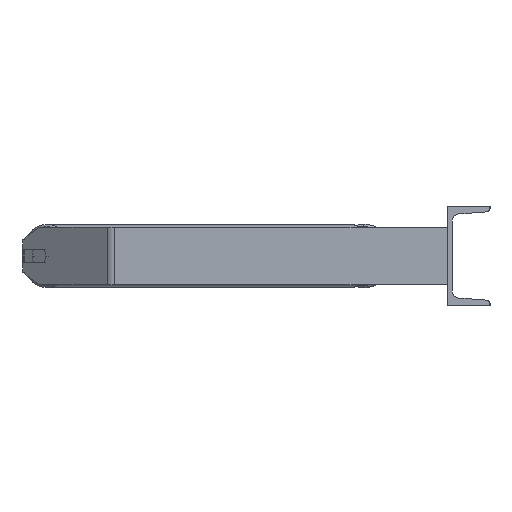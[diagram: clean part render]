
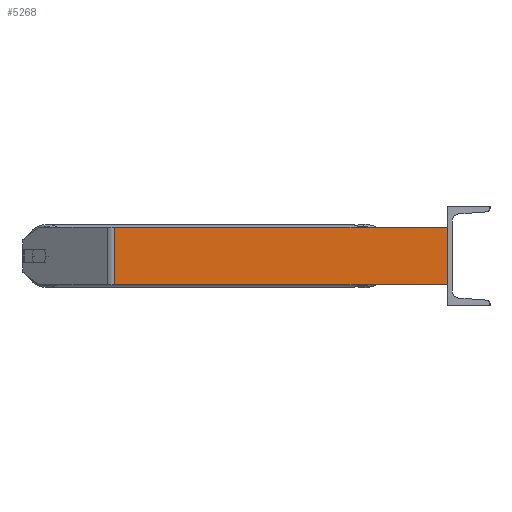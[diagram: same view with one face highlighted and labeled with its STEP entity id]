
A CAD part, left-side view. The second image highlights one B-rep face of the part: STEP entity #5268.
In plain terms, the highlighted planar face has unit normal (-1, 0, 0).
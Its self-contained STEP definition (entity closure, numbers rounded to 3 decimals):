
#256 = LINE ( 'NONE', #3052, #823 ) ;
#407 = VECTOR ( 'NONE', #7714, 1000. ) ;
#442 = VERTEX_POINT ( 'NONE', #5677 ) ;
#823 = VECTOR ( 'NONE', #5029, 1000. ) ;
#1081 = CARTESIAN_POINT ( 'NONE',  ( -985., 472.627, -40. ) ) ;
#1123 = DIRECTION ( 'NONE',  ( 0., 1., 0. ) ) ;
#1461 = ORIENTED_EDGE ( 'NONE', *, *, #7460, .T. ) ;
#1656 = VERTEX_POINT ( 'NONE', #7227 ) ;
#1801 = PLANE ( 'NONE',  #6686 ) ;
#1844 = FACE_OUTER_BOUND ( 'NONE', #7560, .T. ) ;
#2162 = LINE ( 'NONE', #4929, #407 ) ;
#2240 = DIRECTION ( 'NONE',  ( 0., 0., -1. ) ) ;
#2341 = CARTESIAN_POINT ( 'NONE',  ( -985., 466.803, -40. ) ) ;
#2817 = CARTESIAN_POINT ( 'NONE',  ( -985., 0., 40. ) ) ;
#3052 = CARTESIAN_POINT ( 'NONE',  ( -985., 0., 40. ) ) ;
#3179 = EDGE_CURVE ( 'NONE', #7188, #442, #256, .T. ) ;
#3841 = DIRECTION ( 'NONE',  ( 0., -1., 0. ) ) ;
#3952 = EDGE_CURVE ( 'NONE', #1656, #7188, #2162, .T. ) ;
#4281 = LINE ( 'NONE', #5738, #7569 ) ;
#4520 = LINE ( 'NONE', #1081, #5059 ) ;
#4557 = DIRECTION ( 'NONE',  ( 1., 0., 0. ) ) ;
#4662 = ORIENTED_EDGE ( 'NONE', *, *, #3179, .F. ) ;
#4678 = EDGE_CURVE ( 'NONE', #6341, #442, #4520, .T. ) ;
#4929 = CARTESIAN_POINT ( 'NONE',  ( -985., 472.627, 40. ) ) ;
#5029 = DIRECTION ( 'NONE',  ( 0., 0., -1. ) ) ;
#5059 = VECTOR ( 'NONE', #3841, 1000. ) ;
#5268 = ADVANCED_FACE ( 'NONE', ( #1844 ), #1801, .F. ) ;
#5677 = CARTESIAN_POINT ( 'NONE',  ( -985., 0., -40. ) ) ;
#5738 = CARTESIAN_POINT ( 'NONE',  ( -985., 466.803, 40. ) ) ;
#6341 = VERTEX_POINT ( 'NONE', #2341 ) ;
#6686 = AXIS2_PLACEMENT_3D ( 'NONE', #8062, #4557, #1123 ) ;
#7188 = VERTEX_POINT ( 'NONE', #2817 ) ;
#7227 = CARTESIAN_POINT ( 'NONE',  ( -985., 466.803, 40. ) ) ;
#7460 = EDGE_CURVE ( 'NONE', #1656, #6341, #4281, .T. ) ;
#7560 = EDGE_LOOP ( 'NONE', ( #7740, #4662, #8622, #1461 ) ) ;
#7569 = VECTOR ( 'NONE', #2240, 1000. ) ;
#7714 = DIRECTION ( 'NONE',  ( 0., -1., 0. ) ) ;
#7740 = ORIENTED_EDGE ( 'NONE', *, *, #4678, .T. ) ;
#8062 = CARTESIAN_POINT ( 'NONE',  ( -985., 472.627, 40. ) ) ;
#8622 = ORIENTED_EDGE ( 'NONE', *, *, #3952, .F. ) ;
